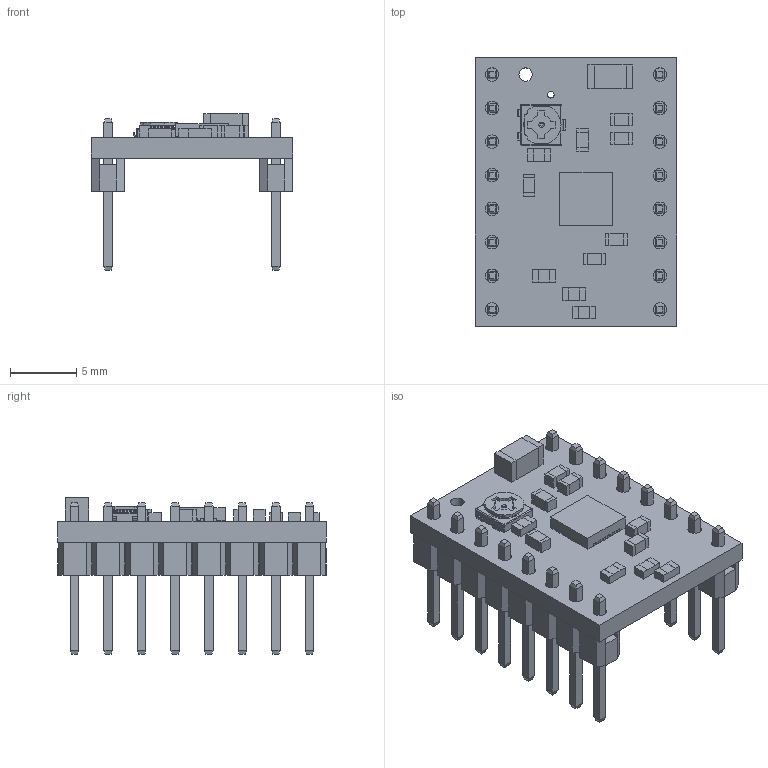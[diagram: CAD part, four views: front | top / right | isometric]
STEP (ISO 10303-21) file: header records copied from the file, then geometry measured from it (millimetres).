
FILE_DESCRIPTION (( 'STEP AP214' ), '1' );
FILE_NAME ('drv8434s-spi-stepper-motor-driver-carrier-potentiometer-for-max-current.step', '2022-09-12T20:46:11', ( '' ), ( '' ), 'SwSTEP 2.0', 'SolidWorks 2022', '' );
FILE_SCHEMA (( 'AUTOMOTIVE_DESIGN' ));
Length unit declared in the file: millimetre
Products named in the file (1): drv8434s-spi-stepper-motor-driver-carrier-potentiometer-for-max-current
Bounding box: 15.24 x 20.32 x 11.87 mm (x, y, z)
Volume: 784.9 mm3; surface area: 1797.9 mm2
Topology: 3 solids, 3 shells, 1317 faces, 3447 edges, 2200 vertices
Faces by surface type: plane 1037, bspline 173, cylinder 97, torus 6, sphere 4
Entity records: 60494 total; most frequent: CARTESIAN_POINT 14652, ORIENTED_EDGE 6886, DIRECTION 5551, EDGE_CURVE 3443, VECTOR 2849, LINE 2849, VERTEX_POINT 2200, EDGE_LOOP 1467
